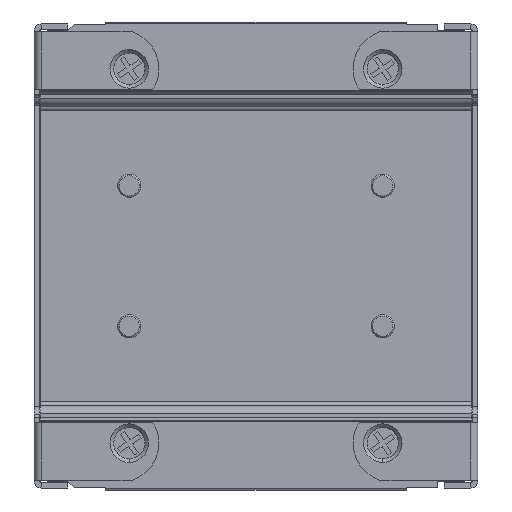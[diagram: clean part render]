
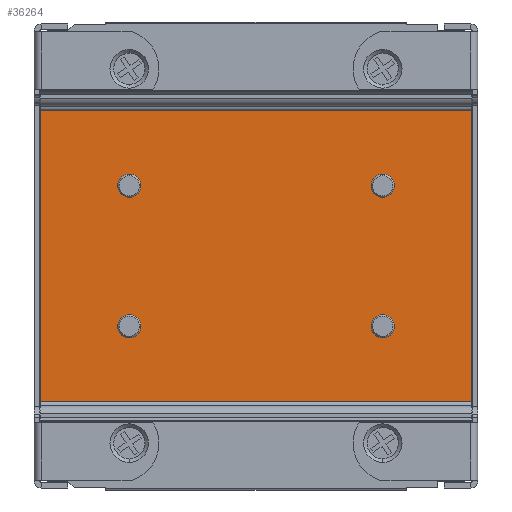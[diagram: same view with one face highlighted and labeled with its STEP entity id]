
A CAD part, front view. The second image highlights one B-rep face of the part: STEP entity #36264.
In plain terms, the highlighted planar face has unit normal (0, -1, 0).
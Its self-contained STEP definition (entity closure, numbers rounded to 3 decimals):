
#760 = DIRECTION ( 'NONE',  ( 0., 0., 1. ) ) ;
#789 = CARTESIAN_POINT ( 'NONE',  ( -33.75, 9.8, 9. ) ) ;
#3006 = VERTEX_POINT ( 'NONE', #21956 ) ;
#3044 = VERTEX_POINT ( 'NONE', #21994 ) ;
#3051 = VERTEX_POINT ( 'NONE', #22001 ) ;
#4399 = CARTESIAN_POINT ( 'NONE',  ( -33.75, 9.8, -7.5 ) ) ;
#14386 = CARTESIAN_POINT ( 'NONE',  ( -22.35, 9.8, -20.369 ) ) ;
#14403 = CARTESIAN_POINT ( 'NONE',  ( -66.25, 9.8, -10.5 ) ) ;
#14406 = CARTESIAN_POINT ( 'NONE',  ( -66.25, 9.8, -7.5 ) ) ;
#14446 = CARTESIAN_POINT ( 'NONE',  ( -77.65, 9.8, 20.369 ) ) ;
#14456 = CARTESIAN_POINT ( 'NONE',  ( -33.75, 9.8, 7.5 ) ) ;
#14467 = CARTESIAN_POINT ( 'NONE',  ( -66.25, 9.8, 10.5 ) ) ;
#14474 = CARTESIAN_POINT ( 'NONE',  ( -66.25, 9.8, 7.5 ) ) ;
#14512 = CARTESIAN_POINT ( 'NONE',  ( -33.75, 9.8, 10.5 ) ) ;
#16528 = EDGE_LOOP ( 'NONE', ( #22348, #22347 ) ) ;
#16760 = EDGE_LOOP ( 'NONE', ( #22340, #22339, #22338, #22337 ) ) ;
#16765 = EDGE_LOOP ( 'NONE', ( #22344, #22343 ) ) ;
#16767 = EDGE_LOOP ( 'NONE', ( #22342, #22341 ) ) ;
#16771 = EDGE_LOOP ( 'NONE', ( #22346, #22345 ) ) ;
#17657 = VERTEX_POINT ( 'NONE', #4399 ) ;
#17678 = VERTEX_POINT ( 'NONE', #14386 ) ;
#17695 = VERTEX_POINT ( 'NONE', #14403 ) ;
#17698 = VERTEX_POINT ( 'NONE', #14406 ) ;
#17738 = VERTEX_POINT ( 'NONE', #14446 ) ;
#17748 = VERTEX_POINT ( 'NONE', #14456 ) ;
#17759 = VERTEX_POINT ( 'NONE', #14467 ) ;
#17766 = VERTEX_POINT ( 'NONE', #14474 ) ;
#17804 = VERTEX_POINT ( 'NONE', #14512 ) ;
#21956 = CARTESIAN_POINT ( 'NONE',  ( -33.75, 9.8, -10.5 ) ) ;
#21994 = CARTESIAN_POINT ( 'NONE',  ( -22.35, 9.8, 20.369 ) ) ;
#22001 = CARTESIAN_POINT ( 'NONE',  ( -77.65, 9.8, -20.369 ) ) ;
#22337 = ORIENTED_EDGE ( 'NONE', *, *, #26119, .T. ) ;
#22338 = ORIENTED_EDGE ( 'NONE', *, *, #26219, .T. ) ;
#22339 = ORIENTED_EDGE ( 'NONE', *, *, #26218, .F. ) ;
#22340 = ORIENTED_EDGE ( 'NONE', *, *, #26210, .T. ) ;
#22341 = ORIENTED_EDGE ( 'NONE', *, *, #26262, .T. ) ;
#22342 = ORIENTED_EDGE ( 'NONE', *, *, #26211, .T. ) ;
#22343 = ORIENTED_EDGE ( 'NONE', *, *, #26254, .T. ) ;
#22344 = ORIENTED_EDGE ( 'NONE', *, *, #26214, .T. ) ;
#22345 = ORIENTED_EDGE ( 'NONE', *, *, #26247, .T. ) ;
#22346 = ORIENTED_EDGE ( 'NONE', *, *, #26217, .T. ) ;
#22347 = ORIENTED_EDGE ( 'NONE', *, *, #26238, .T. ) ;
#22348 = ORIENTED_EDGE ( 'NONE', *, *, #26213, .T. ) ;
#23091 = FACE_OUTER_BOUND ( 'NONE', #16760, .T. ) ;
#23093 = FACE_BOUND ( 'NONE', #16771, .T. ) ;
#23095 = FACE_BOUND ( 'NONE', #16528, .T. ) ;
#23099 = FACE_BOUND ( 'NONE', #16765, .T. ) ;
#23101 = FACE_BOUND ( 'NONE', #16767, .T. ) ;
#25142 = CARTESIAN_POINT ( 'NONE',  ( -77.65, 9.8, -20.369 ) ) ;
#25148 = DIRECTION ( 'NONE',  ( 1., 0., 0. ) ) ;
#25325 = CARTESIAN_POINT ( 'NONE',  ( -66.25, 9.8, 9. ) ) ;
#25357 = CARTESIAN_POINT ( 'NONE',  ( -22.35, 9.8, -21. ) ) ;
#25358 = DIRECTION ( 'NONE',  ( 0., 0., 1. ) ) ;
#25359 = CARTESIAN_POINT ( 'NONE',  ( -77.65, 9.8, 20.369 ) ) ;
#25360 = DIRECTION ( 'NONE',  ( 0., 1., 0. ) ) ;
#26119 = EDGE_CURVE ( 'NONE', #3051, #17678, #29409, .T. ) ;
#26210 = EDGE_CURVE ( 'NONE', #17678, #3044, #29563, .T. ) ;
#26211 = EDGE_CURVE ( 'NONE', #17759, #17766, #29567, .T. ) ;
#26213 = EDGE_CURVE ( 'NONE', #17804, #17748, #29569, .T. ) ;
#26214 = EDGE_CURVE ( 'NONE', #17698, #17695, #29571, .T. ) ;
#26217 = EDGE_CURVE ( 'NONE', #17657, #3006, #29576, .T. ) ;
#26218 = EDGE_CURVE ( 'NONE', #17738, #3044, #29575, .T. ) ;
#26219 = EDGE_CURVE ( 'NONE', #17738, #3051, #29577, .T. ) ;
#26238 = EDGE_CURVE ( 'NONE', #17748, #17804, #29614, .T. ) ;
#26247 = EDGE_CURVE ( 'NONE', #3006, #17657, #29629, .T. ) ;
#26254 = EDGE_CURVE ( 'NONE', #17695, #17698, #29640, .T. ) ;
#26262 = EDGE_CURVE ( 'NONE', #17766, #17759, #29652, .T. ) ;
#28738 = AXIS2_PLACEMENT_3D ( 'NONE', #25325, #25360, #760 ) ;
#28742 = AXIS2_PLACEMENT_3D ( 'NONE', #31454, #31455, #31456 ) ;
#28744 = AXIS2_PLACEMENT_3D ( 'NONE', #31457, #31461, #31462 ) ;
#28747 = AXIS2_PLACEMENT_3D ( 'NONE', #789, #31452, #31453 ) ;
#28762 = AXIS2_PLACEMENT_3D ( 'NONE', #31567, #31570, #31572 ) ;
#28768 = AXIS2_PLACEMENT_3D ( 'NONE', #31613, #31620, #31622 ) ;
#28775 = AXIS2_PLACEMENT_3D ( 'NONE', #31653, #31660, #31662 ) ;
#28781 = AXIS2_PLACEMENT_3D ( 'NONE', #31676, #31706, #31708 ) ;
#29406 = VECTOR ( 'NONE', #25148, 1000. ) ;
#29409 = LINE ( 'NONE', #25142, #29406 ) ;
#29563 = LINE ( 'NONE', #25357, #29564 ) ;
#29564 = VECTOR ( 'NONE', #25358, 1000. ) ;
#29565 = VECTOR ( 'NONE', #31463, 1000. ) ;
#29567 = CIRCLE ( 'NONE', #28738, 1.5 ) ;
#29569 = CIRCLE ( 'NONE', #28747, 1.5 ) ;
#29571 = CIRCLE ( 'NONE', #28742, 1.5 ) ;
#29575 = LINE ( 'NONE', #25359, #29565 ) ;
#29576 = CIRCLE ( 'NONE', #28744, 1.5 ) ;
#29577 = LINE ( 'NONE', #31466, #29578 ) ;
#29578 = VECTOR ( 'NONE', #31468, 1000. ) ;
#29614 = CIRCLE ( 'NONE', #28762, 1.5 ) ;
#29629 = CIRCLE ( 'NONE', #28768, 1.5 ) ;
#29640 = CIRCLE ( 'NONE', #28775, 1.5 ) ;
#29652 = CIRCLE ( 'NONE', #28781, 1.5 ) ;
#31452 = DIRECTION ( 'NONE',  ( 0., 1., 0. ) ) ;
#31453 = DIRECTION ( 'NONE',  ( 0., 0., 1. ) ) ;
#31454 = CARTESIAN_POINT ( 'NONE',  ( -66.25, 9.8, -9. ) ) ;
#31455 = DIRECTION ( 'NONE',  ( 0., 1., 0. ) ) ;
#31456 = DIRECTION ( 'NONE',  ( 0., 0., 1. ) ) ;
#31457 = CARTESIAN_POINT ( 'NONE',  ( -33.75, 9.8, -9. ) ) ;
#31461 = DIRECTION ( 'NONE',  ( 0., 1., 0. ) ) ;
#31462 = DIRECTION ( 'NONE',  ( 0., 0., 1. ) ) ;
#31463 = DIRECTION ( 'NONE',  ( 1., 0., 0. ) ) ;
#31466 = CARTESIAN_POINT ( 'NONE',  ( -77.65, 9.8, -21. ) ) ;
#31468 = DIRECTION ( 'NONE',  ( 0., 0., -1. ) ) ;
#31567 = CARTESIAN_POINT ( 'NONE',  ( -33.75, 9.8, 9. ) ) ;
#31570 = DIRECTION ( 'NONE',  ( 0., 1., 0. ) ) ;
#31572 = DIRECTION ( 'NONE',  ( 0., 0., 1. ) ) ;
#31613 = CARTESIAN_POINT ( 'NONE',  ( -33.75, 9.8, -9. ) ) ;
#31620 = DIRECTION ( 'NONE',  ( 0., 1., 0. ) ) ;
#31622 = DIRECTION ( 'NONE',  ( 0., 0., 1. ) ) ;
#31653 = CARTESIAN_POINT ( 'NONE',  ( -66.25, 9.8, -9. ) ) ;
#31660 = DIRECTION ( 'NONE',  ( 0., 1., 0. ) ) ;
#31662 = DIRECTION ( 'NONE',  ( 0., 0., 1. ) ) ;
#31676 = CARTESIAN_POINT ( 'NONE',  ( -66.25, 9.8, 9. ) ) ;
#31706 = DIRECTION ( 'NONE',  ( 0., 1., 0. ) ) ;
#31708 = DIRECTION ( 'NONE',  ( 0., 0., 1. ) ) ;
#35609 = PLANE ( 'NONE',  #36277 ) ;
#35610 = CARTESIAN_POINT ( 'NONE',  ( -45.5, 9.8, 11.5 ) ) ;
#35615 = DIRECTION ( 'NONE',  ( 0., 1., 0. ) ) ;
#35616 = DIRECTION ( 'NONE',  ( 0., 0., 1. ) ) ;
#36264 = ADVANCED_FACE ( 'NONE', ( #23095, #23093, #23099, #23101, #23091 ), #35609, .F. ) ;
#36277 = AXIS2_PLACEMENT_3D ( 'NONE', #35610, #35615, #35616 ) ;
